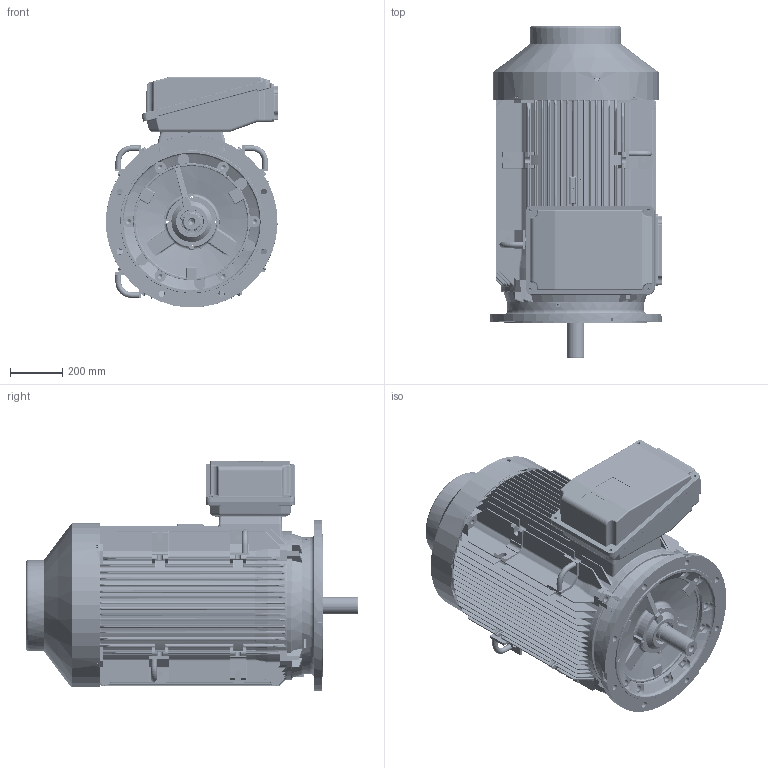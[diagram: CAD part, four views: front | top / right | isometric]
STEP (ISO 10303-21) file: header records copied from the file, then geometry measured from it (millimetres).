
FILE_DESCRIPTION( ( 'Unknown' ), '1' );
FILE_NAME( 'WP-DF315L B5 2P.stp', 'Unknown', ( 'Unknown' ), ( 'Unknown' ), 'PSStep 17.0.49', 'Unknown', ' ' );
FILE_SCHEMA( ( 'AUTOMOTIVE_DESIGN { 1 0 10303 214 1 1 1 1 }' ) );
Length unit declared in the file: millimetre
Products named in the file (3): 1; 2; w5rfm_sm
Bounding box: 661.52 x 1275.9 x 887.44 mm (x, y, z)
Volume: 64762226.7 mm3; surface area: 11380964.1 mm2
Topology: 3 solids, 6 shells, 9540 faces, 24808 edges, 15128 vertices
Faces by surface type: plane 3853, cylinder 2602, bspline 1781, torus 782, sphere 266, cone 256
Full cylindrical faces by diameter (mm): 3.432 x10, 5 x2, 5.188 x2, 6.647 x1, 6.985 x4, 8 x2, 8.782 x15, 8.985 x2, 10 x8, 11.979 x1, 12 x12, 15 x3, 17.97 x21, 20 x1, 21 x7, 22 x6, 24 x28, 60.05 x1, 62.98 x2, 65.02 x1, 69.98 x2, 76.35 x2, 79.98 x2, 80.016 x2, 89.51 x2, 90 x2, 110 x1, 121 x2, 125.28 x2, 131.5 x1
Entity records: 574742 total; most frequent: CARTESIAN_POINT 274467, ORIENTED_EDGE 48314, DIRECTION 44232, EDGE_CURVE 24157, AXIS2_PLACEMENT_3D 15748, VERTEX_POINT 14934, LINE 12736, VECTOR 12736
